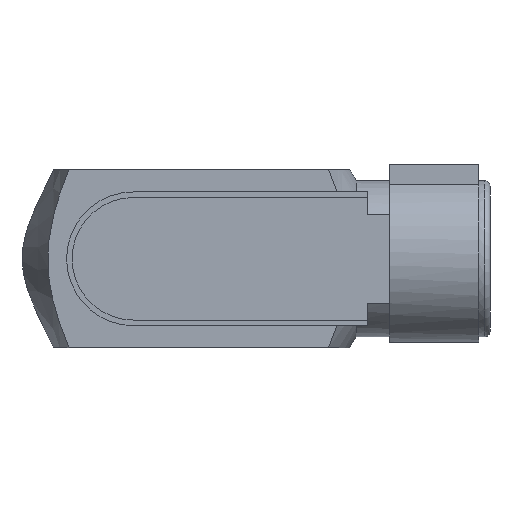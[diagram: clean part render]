
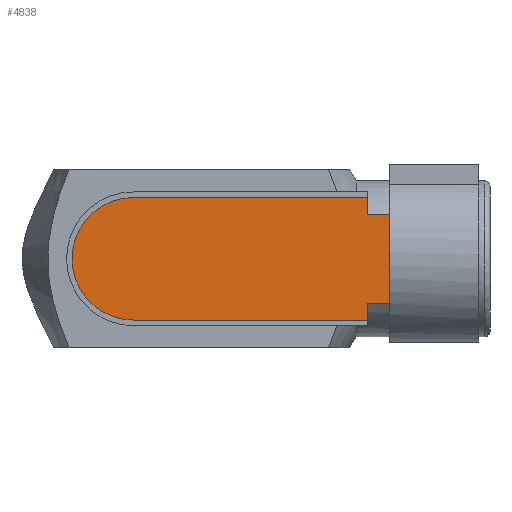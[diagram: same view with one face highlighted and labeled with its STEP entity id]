
A CAD part, left-side view. The second image highlights one B-rep face of the part: STEP entity #4838.
In plain terms, the highlighted planar face has unit normal (-1, 0, 0).
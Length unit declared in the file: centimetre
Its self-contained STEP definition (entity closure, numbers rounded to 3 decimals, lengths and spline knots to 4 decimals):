
#33=CIRCLE($,#4983,0.55);
#187=PLANE($,#4984);
#435=FACE_OUTER_BOUND($,#707,.T.);
#707=EDGE_LOOP($,(#4314,#4315,#4316,#4317,#4318,#4319,#4320,#4321));
#1137=LINE($,#9181,#1570);
#1138=LINE($,#9184,#1571);
#1143=LINE($,#9195,#1576);
#1144=LINE($,#9197,#1577);
#1145=LINE($,#9199,#1578);
#1146=LINE($,#9201,#1579);
#1147=LINE($,#9202,#1580);
#1570=VECTOR($,#5632,2.1);
#1571=VECTOR($,#5635,0.15);
#1576=VECTOR($,#5648,2.1);
#1577=VECTOR($,#5649,0.15);
#1578=VECTOR($,#5650,0.2);
#1579=VECTOR($,#5651,0.8);
#1580=VECTOR($,#5652,0.2);
#2297=VERTEX_POINT($,#9177);
#2298=VERTEX_POINT($,#9179);
#2299=VERTEX_POINT($,#9183);
#2300=VERTEX_POINT($,#9190);
#2301=VERTEX_POINT($,#9194);
#2302=VERTEX_POINT($,#9196);
#2303=VERTEX_POINT($,#9198);
#2304=VERTEX_POINT($,#9200);
#2984=EDGE_CURVE($,#2298,#2297,#1137,.T.);
#2985=EDGE_CURVE($,#2299,#2297,#1138,.T.);
#2990=EDGE_CURVE($,#2300,#2298,#33,.T.);
#2991=EDGE_CURVE($,#2300,#2301,#1143,.T.);
#2992=EDGE_CURVE($,#2301,#2302,#1144,.T.);
#2993=EDGE_CURVE($,#2302,#2303,#1145,.T.);
#2994=EDGE_CURVE($,#2303,#2304,#1146,.T.);
#2995=EDGE_CURVE($,#2299,#2304,#1147,.T.);
#4314=ORIENTED_EDGE($,*,*,#2984,.F.);
#4315=ORIENTED_EDGE($,*,*,#2990,.F.);
#4316=ORIENTED_EDGE($,*,*,#2991,.T.);
#4317=ORIENTED_EDGE($,*,*,#2992,.T.);
#4318=ORIENTED_EDGE($,*,*,#2993,.T.);
#4319=ORIENTED_EDGE($,*,*,#2994,.T.);
#4320=ORIENTED_EDGE($,*,*,#2995,.F.);
#4321=ORIENTED_EDGE($,*,*,#2985,.T.);
#4838=ADVANCED_FACE($,(#435),#187,.F.);
#4983=AXIS2_PLACEMENT_3D($,#9192,#5644,#5645);
#4984=AXIS2_PLACEMENT_3D($,#9193,#5646,#5647);
#5632=DIRECTION($,(0.,-1.,0.));
#5635=DIRECTION($,(0.,0.,1.));
#5644=DIRECTION('center_axis',(1.,0.,0.));
#5645=DIRECTION('ref_axis',(0.,-1.,0.));
#5646=DIRECTION('center_axis',(1.,0.,0.));
#5647=DIRECTION('ref_axis',(0.,-1.,0.));
#5648=DIRECTION($,(0.,-1.,0.));
#5649=DIRECTION($,(0.,0.,1.));
#5650=DIRECTION($,(0.,-1.,0.));
#5651=DIRECTION($,(0.,0.,1.));
#5652=DIRECTION($,(0.,-1.,0.));
#9177=CARTESIAN_POINT('',(-0.85,1.1,0.55));
#9179=CARTESIAN_POINT('',(-0.85,3.2,0.55));
#9181=CARTESIAN_POINT($,(-0.85,3.2,0.55));
#9183=CARTESIAN_POINT('',(-0.85,1.1,0.4));
#9184=CARTESIAN_POINT($,(-0.85,1.1,0.4));
#9190=CARTESIAN_POINT('',(-0.85,3.2,-0.55));
#9192=CARTESIAN_POINT('Origin',(-0.85,3.2,0.));
#9193=CARTESIAN_POINT('Origin',(-0.85,1.1,-0.4));
#9194=CARTESIAN_POINT('',(-0.85,1.1,-0.55));
#9195=CARTESIAN_POINT($,(-0.85,3.2,-0.55));
#9196=CARTESIAN_POINT('',(-0.85,1.1,-0.4));
#9197=CARTESIAN_POINT($,(-0.85,1.1,-0.55));
#9198=CARTESIAN_POINT('',(-0.85,0.9,-0.4));
#9199=CARTESIAN_POINT($,(-0.85,1.1,-0.4));
#9200=CARTESIAN_POINT('',(-0.85,0.9,0.4));
#9201=CARTESIAN_POINT($,(-0.85,0.9,-0.4));
#9202=CARTESIAN_POINT($,(-0.85,1.1,0.4));
